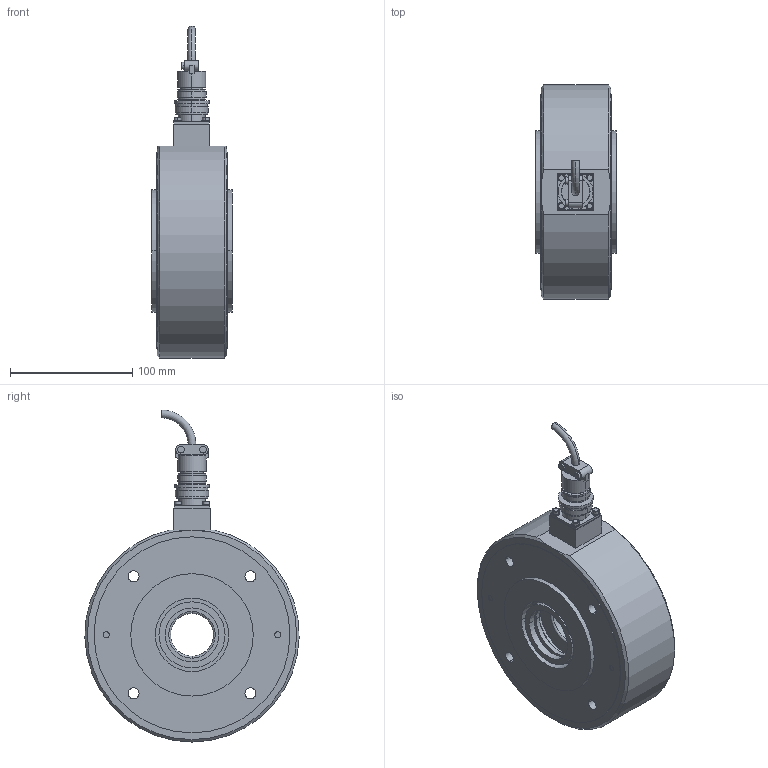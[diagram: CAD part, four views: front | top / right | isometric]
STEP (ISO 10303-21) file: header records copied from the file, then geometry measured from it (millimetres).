
FILE_DESCRIPTION((''),'2;1');
FILE_NAME('50033.stp','2007-01-12T14:35:48',(''),(''),'Mechanical Desktop 2007','Mechanical Desktop 2007',', , ');
FILE_SCHEMA(('CONFIG_CONTROL_DESIGN'));
Length unit declared in the file: millimetre
Products named in the file (30): L50033; L4857104; TEIL1; L48573; TEIL1AAAA; L49016; TEIL1AA; L49026; TEIL1A; ZYLSTIFT10X36; ZYLSTIFT10X36A; ZYLSTIFT8X36A; ZYLSTIFT8X36; I-6KT_SCHRAUBE_M3X25A; I-6KT_SCHRAUBE_M3X25; I-6KT_SCHRAUBE_M6X50NKA; I-6KT_SCHRAUBE_M6X50NK; FEDERRING_M3A; FEDERRING_M3; SICHERUNGSRING_J80; SICHERUNGSRING_J80A; V_RING_V45AA; V_RING_V45A; L4340401; TEIL1AAA; FLANSCHDOSE_14S-2P_4-POLIG; FLANSCHDOSE_14S-2P_4-POLIGA; PENDELKUGELLAGER_1307TVA; PENDELKUGELLAGER_1307TV; RM_SDB
Assembly tree (40 placements, depth 3):
  L50033
    L4857104
      TEIL1
    L48573
      TEIL1AAAA
    L49016
      TEIL1AA
    L49026
      TEIL1A
    ZYLSTIFT10X36
      ZYLSTIFT10X36A
    ZYLSTIFT8X36A
      ZYLSTIFT8X36
    I-6KT_SCHRAUBE_M3X25A  x4
      I-6KT_SCHRAUBE_M3X25
    I-6KT_SCHRAUBE_M6X50NKA  x2
      I-6KT_SCHRAUBE_M6X50NK
    FEDERRING_M3A  x4
      FEDERRING_M3
    SICHERUNGSRING_J80
      SICHERUNGSRING_J80A
    V_RING_V45AA  x2
      V_RING_V45A
    L4340401  x2
      TEIL1AAA
    FLANSCHDOSE_14S-2P_4-POLIG
      FLANSCHDOSE_14S-2P_4-POLIGA
    PENDELKUGELLAGER_1307TVA
      PENDELKUGELLAGER_1307TV
    RM_SDB  x3
Bounding box: 65.9 x 174.96 x 271.15 mm (x, y, z)
Volume: 1290081.1 mm3; surface area: 272561.7 mm2
Topology: 23 solids, 23 shells, 413 faces, 956 edges, 628 vertices
Faces by surface type: cylinder 243, plane 104, cone 38, torus 22, bspline 4, sphere 2
Entity records: 10108 total; most frequent: DIRECTION 1894, CARTESIAN_POINT 1740, ORIENTED_EDGE 1460, AXIS2_PLACEMENT_3D 814, EDGE_CURVE 730, VERTEX_POINT 482, CIRCLE 460, EDGE_LOOP 440
